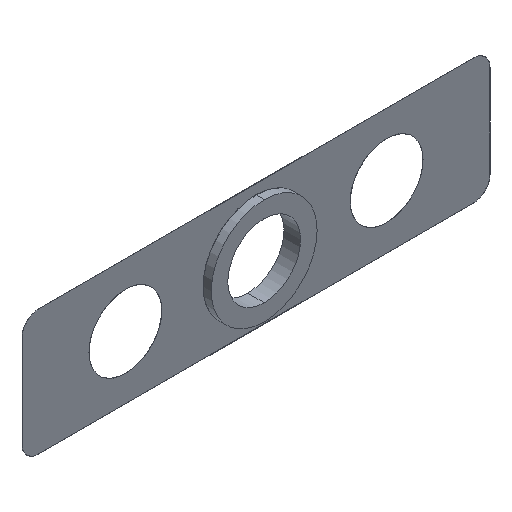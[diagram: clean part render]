
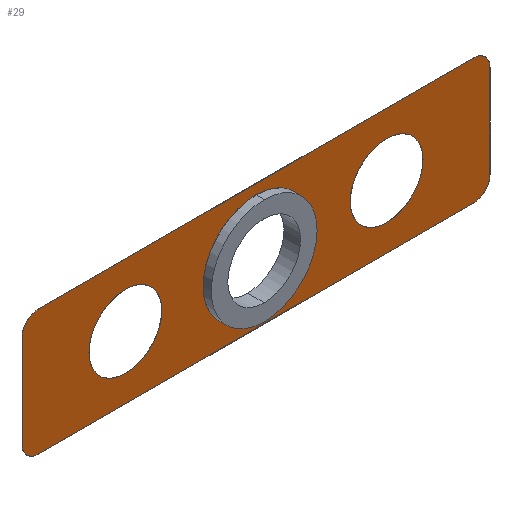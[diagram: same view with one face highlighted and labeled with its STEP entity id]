
A CAD part, isometric view. The second image highlights one B-rep face of the part: STEP entity #29.
In plain terms, the highlighted planar face has unit normal (0, -1, 0).
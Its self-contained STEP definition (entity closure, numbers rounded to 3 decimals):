
#1 = ORIENTED_EDGE ( 'NONE', *, *, #643, .F. ) ;
#3 = ORIENTED_EDGE ( 'NONE', *, *, #475, .F. ) ;
#5 = LINE ( 'NONE', #86, #476 ) ;
#14 = EDGE_CURVE ( 'NONE', #606, #392, #511, .T. ) ;
#15 = VERTEX_POINT ( 'NONE', #520 ) ;
#19 = CARTESIAN_POINT ( 'NONE',  ( 13.15, 0., -2.8 ) ) ;
#20 = CARTESIAN_POINT ( 'NONE',  ( 0., 0., -3.2 ) ) ;
#21 = AXIS2_PLACEMENT_3D ( 'NONE', #341, #449, #498 ) ;
#27 = FACE_OUTER_BOUND ( 'NONE', #471, .T. ) ;
#28 = CARTESIAN_POINT ( 'NONE',  ( 13.15, 0., -3.8 ) ) ;
#29 = ADVANCED_FACE ( 'NONE', ( #455, #348, #27, #673 ), #458, .F. ) ;
#33 = AXIS2_PLACEMENT_3D ( 'NONE', #222, #337, #493 ) ;
#43 = CIRCLE ( 'NONE', #322, 2.2 ) ;
#47 = EDGE_CURVE ( 'NONE', #482, #15, #696, .T. ) ;
#54 = CIRCLE ( 'NONE', #193, 3.2 ) ;
#56 = CARTESIAN_POINT ( 'NONE',  ( -14.15, 0., 2.8 ) ) ;
#66 = CARTESIAN_POINT ( 'NONE',  ( 7.9, 0., 2.2 ) ) ;
#73 = DIRECTION ( 'NONE',  ( 0., 0., -1. ) ) ;
#86 = CARTESIAN_POINT ( 'NONE',  ( 13.15, 0., -3.8 ) ) ;
#94 = EDGE_LOOP ( 'NONE', ( #324, #656 ) ) ;
#95 = VERTEX_POINT ( 'NONE', #239 ) ;
#97 = EDGE_CURVE ( 'NONE', #140, #610, #513, .T. ) ;
#100 = CIRCLE ( 'NONE', #501, 1. ) ;
#101 = ORIENTED_EDGE ( 'NONE', *, *, #14, .F. ) ;
#118 = ORIENTED_EDGE ( 'NONE', *, *, #255, .F. ) ;
#124 = CARTESIAN_POINT ( 'NONE',  ( 7.9, 0., 0. ) ) ;
#138 = DIRECTION ( 'NONE',  ( 0., 1., 0. ) ) ;
#140 = VERTEX_POINT ( 'NONE', #226 ) ;
#149 = ORIENTED_EDGE ( 'NONE', *, *, #47, .F. ) ;
#154 = EDGE_CURVE ( 'NONE', #274, #517, #157, .T. ) ;
#155 = VERTEX_POINT ( 'NONE', #506 ) ;
#157 = CIRCLE ( 'NONE', #569, 2.2 ) ;
#159 = AXIS2_PLACEMENT_3D ( 'NONE', #262, #315, #530 ) ;
#179 = CARTESIAN_POINT ( 'NONE',  ( -7.9, 0., 0. ) ) ;
#183 = DIRECTION ( 'NONE',  ( 0., 1., 0. ) ) ;
#184 = DIRECTION ( 'NONE',  ( 0., 0., 1. ) ) ;
#193 = AXIS2_PLACEMENT_3D ( 'NONE', #497, #251, #410 ) ;
#202 = ORIENTED_EDGE ( 'NONE', *, *, #154, .T. ) ;
#208 = CIRCLE ( 'NONE', #159, 3.2 ) ;
#218 = ORIENTED_EDGE ( 'NONE', *, *, #316, .F. ) ;
#222 = CARTESIAN_POINT ( 'NONE',  ( 13.15, 0., -2.8 ) ) ;
#223 = ORIENTED_EDGE ( 'NONE', *, *, #266, .T. ) ;
#225 = DIRECTION ( 'NONE',  ( 0., 0., 1. ) ) ;
#226 = CARTESIAN_POINT ( 'NONE',  ( -7.9, 0., 2.2 ) ) ;
#230 = LINE ( 'NONE', #442, #373 ) ;
#233 = CARTESIAN_POINT ( 'NONE',  ( -13.15, 0., 2.8 ) ) ;
#236 = CARTESIAN_POINT ( 'NONE',  ( 7.9, 0., 0. ) ) ;
#238 = DIRECTION ( 'NONE',  ( 0., 0., 1. ) ) ;
#239 = CARTESIAN_POINT ( 'NONE',  ( 0., 0., 3.2 ) ) ;
#242 = CARTESIAN_POINT ( 'NONE',  ( 14.15, 0., 2.8 ) ) ;
#248 = CARTESIAN_POINT ( 'NONE',  ( -7.9, 0., -2.2 ) ) ;
#251 = DIRECTION ( 'NONE',  ( 0., -1., 0. ) ) ;
#252 = EDGE_CURVE ( 'NONE', #15, #155, #230, .T. ) ;
#255 = EDGE_CURVE ( 'NONE', #579, #389, #5, .T. ) ;
#262 = CARTESIAN_POINT ( 'NONE',  ( 0., 0., 0. ) ) ;
#263 = ORIENTED_EDGE ( 'NONE', *, *, #443, .F. ) ;
#264 = CARTESIAN_POINT ( 'NONE',  ( -13.15, 0., -3.8 ) ) ;
#265 = CIRCLE ( 'NONE', #590, 1. ) ;
#266 = EDGE_CURVE ( 'NONE', #610, #140, #43, .T. ) ;
#274 = VERTEX_POINT ( 'NONE', #66 ) ;
#277 = DIRECTION ( 'NONE',  ( 0., 0., 1. ) ) ;
#281 = DIRECTION ( 'NONE',  ( 0., 1., 0. ) ) ;
#288 = DIRECTION ( 'NONE',  ( 0., 1., 0. ) ) ;
#292 = DIRECTION ( 'NONE',  ( 1., 0., 0. ) ) ;
#301 = CIRCLE ( 'NONE', #383, 2.2 ) ;
#307 = CARTESIAN_POINT ( 'NONE',  ( 13.15, 0., 2.8 ) ) ;
#308 = EDGE_CURVE ( 'NONE', #95, #601, #54, .T. ) ;
#313 = ORIENTED_EDGE ( 'NONE', *, *, #252, .F. ) ;
#315 = DIRECTION ( 'NONE',  ( 0., -1., 0. ) ) ;
#316 = EDGE_CURVE ( 'NONE', #155, #606, #265, .T. ) ;
#322 = AXIS2_PLACEMENT_3D ( 'NONE', #179, #138, #689 ) ;
#324 = ORIENTED_EDGE ( 'NONE', *, *, #679, .F. ) ;
#330 = CARTESIAN_POINT ( 'NONE',  ( 7.9, 0., -2.2 ) ) ;
#332 = EDGE_LOOP ( 'NONE', ( #223, #504 ) ) ;
#337 = DIRECTION ( 'NONE',  ( 0., 1., 0. ) ) ;
#341 = CARTESIAN_POINT ( 'NONE',  ( -7.9, 0., 0. ) ) ;
#343 = DIRECTION ( 'NONE',  ( 0., 0., 1. ) ) ;
#348 = FACE_BOUND ( 'NONE', #332, .T. ) ;
#373 = VECTOR ( 'NONE', #292, 1000. ) ;
#379 = EDGE_LOOP ( 'NONE', ( #645, #202 ) ) ;
#383 = AXIS2_PLACEMENT_3D ( 'NONE', #124, #183, #343 ) ;
#385 = VERTEX_POINT ( 'NONE', #474 ) ;
#389 = VERTEX_POINT ( 'NONE', #264 ) ;
#392 = VERTEX_POINT ( 'NONE', #694 ) ;
#408 = LINE ( 'NONE', #505, #516 ) ;
#410 = DIRECTION ( 'NONE',  ( 0., 0., 1. ) ) ;
#442 = CARTESIAN_POINT ( 'NONE',  ( 13.15, 0., 3.8 ) ) ;
#443 = EDGE_CURVE ( 'NONE', #392, #579, #707, .T. ) ;
#446 = DIRECTION ( 'NONE',  ( 0., 1., 0. ) ) ;
#449 = DIRECTION ( 'NONE',  ( 0., 1., 0. ) ) ;
#455 = FACE_BOUND ( 'NONE', #379, .T. ) ;
#458 = PLANE ( 'NONE',  #600 ) ;
#460 = DIRECTION ( 'NONE',  ( 0., 0., 1. ) ) ;
#469 = DIRECTION ( 'NONE',  ( 0., 1., 0. ) ) ;
#471 = EDGE_LOOP ( 'NONE', ( #263, #101, #218, #313, #149, #1, #3, #118 ) ) ;
#474 = CARTESIAN_POINT ( 'NONE',  ( -14.15, 0., -2.8 ) ) ;
#475 = EDGE_CURVE ( 'NONE', #389, #385, #100, .T. ) ;
#476 = VECTOR ( 'NONE', #631, 1000. ) ;
#482 = VERTEX_POINT ( 'NONE', #56 ) ;
#493 = DIRECTION ( 'NONE',  ( 0., 0., 1. ) ) ;
#497 = CARTESIAN_POINT ( 'NONE',  ( 0., 0., 0. ) ) ;
#498 = DIRECTION ( 'NONE',  ( 0., 0., 1. ) ) ;
#501 = AXIS2_PLACEMENT_3D ( 'NONE', #657, #281, #277 ) ;
#504 = ORIENTED_EDGE ( 'NONE', *, *, #97, .T. ) ;
#505 = CARTESIAN_POINT ( 'NONE',  ( -14.15, 0., 2.8 ) ) ;
#506 = CARTESIAN_POINT ( 'NONE',  ( 13.15, 0., 3.8 ) ) ;
#509 = CARTESIAN_POINT ( 'NONE',  ( 14.15, 0., 2.8 ) ) ;
#511 = LINE ( 'NONE', #242, #706 ) ;
#513 = CIRCLE ( 'NONE', #21, 2.2 ) ;
#516 = VECTOR ( 'NONE', #238, 1000. ) ;
#517 = VERTEX_POINT ( 'NONE', #330 ) ;
#520 = CARTESIAN_POINT ( 'NONE',  ( -13.15, 0., 3.8 ) ) ;
#530 = DIRECTION ( 'NONE',  ( 0., 0., 1. ) ) ;
#569 = AXIS2_PLACEMENT_3D ( 'NONE', #236, #288, #184 ) ;
#579 = VERTEX_POINT ( 'NONE', #28 ) ;
#590 = AXIS2_PLACEMENT_3D ( 'NONE', #307, #469, #225 ) ;
#600 = AXIS2_PLACEMENT_3D ( 'NONE', #19, #676, #460 ) ;
#601 = VERTEX_POINT ( 'NONE', #20 ) ;
#606 = VERTEX_POINT ( 'NONE', #509 ) ;
#610 = VERTEX_POINT ( 'NONE', #248 ) ;
#631 = DIRECTION ( 'NONE',  ( -1., 0., 0. ) ) ;
#643 = EDGE_CURVE ( 'NONE', #385, #482, #408, .T. ) ;
#645 = ORIENTED_EDGE ( 'NONE', *, *, #649, .T. ) ;
#648 = AXIS2_PLACEMENT_3D ( 'NONE', #233, #446, #664 ) ;
#649 = EDGE_CURVE ( 'NONE', #517, #274, #301, .T. ) ;
#656 = ORIENTED_EDGE ( 'NONE', *, *, #308, .F. ) ;
#657 = CARTESIAN_POINT ( 'NONE',  ( -13.15, 0., -2.8 ) ) ;
#664 = DIRECTION ( 'NONE',  ( 0., 0., -1. ) ) ;
#673 = FACE_BOUND ( 'NONE', #94, .T. ) ;
#676 = DIRECTION ( 'NONE',  ( 0., 1., 0. ) ) ;
#679 = EDGE_CURVE ( 'NONE', #601, #95, #208, .T. ) ;
#689 = DIRECTION ( 'NONE',  ( 0., 0., 1. ) ) ;
#694 = CARTESIAN_POINT ( 'NONE',  ( 14.15, 0., -2.8 ) ) ;
#696 = CIRCLE ( 'NONE', #648, 1. ) ;
#706 = VECTOR ( 'NONE', #73, 1000. ) ;
#707 = CIRCLE ( 'NONE', #33, 1. ) ;
